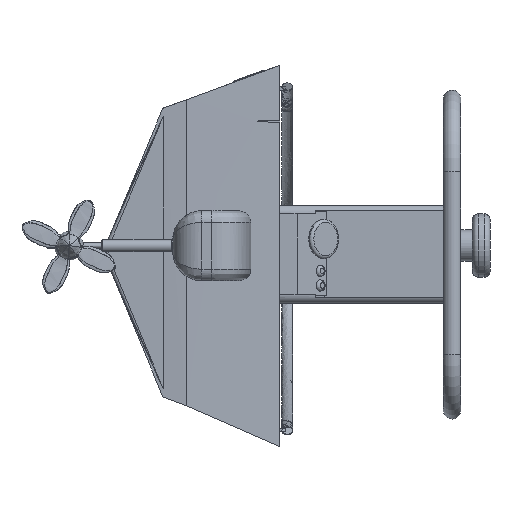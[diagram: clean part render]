
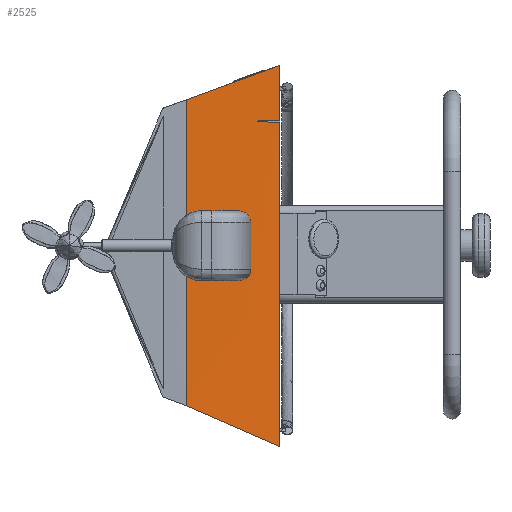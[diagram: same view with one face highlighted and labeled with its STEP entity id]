
A CAD part, left-side view. The second image highlights one B-rep face of the part: STEP entity #2525.
In plain terms, the highlighted free-form (B-spline) face has degree [3, 3] with [4, 4] control points.
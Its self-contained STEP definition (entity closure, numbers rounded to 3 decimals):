
#213 = VERTEX_POINT('',#214);
#214 = CARTESIAN_POINT('',(-113.42,3.84,21.266
    ));
#230 = EDGE_CURVE('',#231,#213,#233,.T.);
#231 = VERTEX_POINT('',#232);
#232 = CARTESIAN_POINT('',(-109.458,0.,21.121));
#233 = B_SPLINE_CURVE_WITH_KNOTS('',3,(#234,#235,#236,#237),
  .UNSPECIFIED.,.F.,.F.,(4,4),(0.,0.552),
  .PIECEWISE_BEZIER_KNOTS.);
#234 = CARTESIAN_POINT('',(-109.458,0.,21.121));
#235 = CARTESIAN_POINT('',(-110.778,1.28,21.17
    ));
#236 = CARTESIAN_POINT('',(-112.099,2.56,
    21.218));
#237 = CARTESIAN_POINT('',(-113.42,3.84,
    21.266));
#259 = VERTEX_POINT('',#260);
#260 = CARTESIAN_POINT('',(-109.457,0.,21.4));
#266 = EDGE_CURVE('',#267,#259,#269,.T.);
#267 = VERTEX_POINT('',#268);
#268 = CARTESIAN_POINT('',(-113.069,3.5,21.4));
#269 = B_SPLINE_CURVE_WITH_KNOTS('',3,(#270,#271,#272,#273),
  .UNSPECIFIED.,.F.,.F.,(4,4),(0.144,0.647),
  .PIECEWISE_BEZIER_KNOTS.);
#270 = CARTESIAN_POINT('',(-113.069,3.5,21.4));
#271 = CARTESIAN_POINT('',(-111.865,2.333,
    21.4));
#272 = CARTESIAN_POINT('',(-110.661,1.167,21.4)
  );
#273 = CARTESIAN_POINT('',(-109.457,0.,21.4));
#289 = EDGE_CURVE('',#267,#213,#290,.T.);
#290 = B_SPLINE_CURVE_WITH_KNOTS('',3,(#291,#292,#293,#294,#295,#296,
    #297,#298),.UNSPECIFIED.,.F.,.F.,(4,2,2,4),(-0.269,
    -0.256,-0.226,-0.217),.UNSPECIFIED.);
#291 = CARTESIAN_POINT('',(-113.069,3.5,21.4));
#292 = CARTESIAN_POINT('',(-113.1,3.53,21.4)
  );
#293 = CARTESIAN_POINT('',(-113.13,3.56,
    21.397));
#294 = CARTESIAN_POINT('',(-113.229,3.656,
    21.38));
#295 = CARTESIAN_POINT('',(-113.298,3.722,
    21.353));
#296 = CARTESIAN_POINT('',(-113.381,3.802,
    21.299));
#297 = CARTESIAN_POINT('',(-113.401,3.821,21.283)
  );
#298 = CARTESIAN_POINT('',(-113.42,3.84,21.266
    ));
#2525 = ADVANCED_FACE('',(#2526),#2585,.T.);
#2526 = FACE_BOUND('',#2527,.T.);
#2527 = EDGE_LOOP('',(#2528,#2541,#2550,#2559,#2566,#2567,#2568,#2569,
    #2578));
#2528 = ORIENTED_EDGE('',*,*,#2529,.T.);
#2529 = EDGE_CURVE('',#2530,#2532,#2534,.T.);
#2530 = VERTEX_POINT('',#2531);
#2531 = CARTESIAN_POINT('',(-125.257,15.303,
    25.254));
#2532 = VERTEX_POINT('',#2533);
#2533 = CARTESIAN_POINT('',(-125.967,15.992,
    25.018));
#2534 = B_SPLINE_CURVE_WITH_KNOTS('',3,(#2535,#2536,#2537,#2538,#2539,
    #2540),.UNSPECIFIED.,.F.,.F.,(4,2,4),(-0.102,
    -0.051,0.),.UNSPECIFIED.);
#2535 = CARTESIAN_POINT('',(-125.257,15.303,
    25.254));
#2536 = CARTESIAN_POINT('',(-125.376,15.418,
    25.214));
#2537 = CARTESIAN_POINT('',(-125.494,15.534,
    25.175));
#2538 = CARTESIAN_POINT('',(-125.731,15.763,
    25.096));
#2539 = CARTESIAN_POINT('',(-125.849,15.877,
    25.057));
#2540 = CARTESIAN_POINT('',(-125.967,15.992,
    25.018));
#2541 = ORIENTED_EDGE('',*,*,#2542,.T.);
#2542 = EDGE_CURVE('',#2532,#2543,#2545,.T.);
#2543 = VERTEX_POINT('',#2544);
#2544 = CARTESIAN_POINT('',(-125.864,15.998,-27.4
    ));
#2545 = B_SPLINE_CURVE_WITH_KNOTS('',3,(#2546,#2547,#2548,#2549),
  .UNSPECIFIED.,.F.,.F.,(4,4),(-5.925,-0.683),
  .PIECEWISE_BEZIER_KNOTS.);
#2546 = CARTESIAN_POINT('',(-125.967,15.992,
    25.018));
#2547 = CARTESIAN_POINT('',(-125.933,15.994,
    7.545));
#2548 = CARTESIAN_POINT('',(-125.898,15.996,
    -9.928));
#2549 = CARTESIAN_POINT('',(-125.864,15.998,
    -27.4));
#2550 = ORIENTED_EDGE('',*,*,#2551,.T.);
#2551 = EDGE_CURVE('',#2543,#2552,#2554,.T.);
#2552 = VERTEX_POINT('',#2553);
#2553 = CARTESIAN_POINT('',(-109.618,0.,-34.379));
#2554 = B_SPLINE_CURVE_WITH_KNOTS('',3,(#2555,#2556,#2557,#2558),
  .UNSPECIFIED.,.F.,.F.,(4,4),(-2.386,0.),
  .PIECEWISE_BEZIER_KNOTS.);
#2555 = CARTESIAN_POINT('',(-125.864,15.998,-27.4
    ));
#2556 = CARTESIAN_POINT('',(-120.367,10.596,
    -29.435));
#2557 = CARTESIAN_POINT('',(-114.955,5.268,
    -31.73));
#2558 = CARTESIAN_POINT('',(-109.618,0.,
    -34.379));
#2559 = ORIENTED_EDGE('',*,*,#2560,.T.);
#2560 = EDGE_CURVE('',#2552,#231,#2561,.T.);
#2561 = B_SPLINE_CURVE_WITH_KNOTS('',3,(#2562,#2563,#2564,#2565),
  .UNSPECIFIED.,.F.,.F.,(4,4),(-0.01,5.54),
  .PIECEWISE_BEZIER_KNOTS.);
#2562 = CARTESIAN_POINT('',(-109.618,0.,-34.379));
#2563 = CARTESIAN_POINT('',(-109.564,0.,-15.879));
#2564 = CARTESIAN_POINT('',(-109.511,0.,2.621));
#2565 = CARTESIAN_POINT('',(-109.458,0.,21.121));
#2566 = ORIENTED_EDGE('',*,*,#230,.T.);
#2567 = ORIENTED_EDGE('',*,*,#289,.F.);
#2568 = ORIENTED_EDGE('',*,*,#266,.T.);
#2569 = ORIENTED_EDGE('',*,*,#2570,.T.);
#2570 = EDGE_CURVE('',#259,#2571,#2573,.T.);
#2571 = VERTEX_POINT('',#2572);
#2572 = CARTESIAN_POINT('',(-109.43,0.,30.877));
#2573 = B_SPLINE_CURVE_WITH_KNOTS('',3,(#2574,#2575,#2576,#2577),
  .UNSPECIFIED.,.F.,.F.,(4,4),(5.568,6.515),
  .PIECEWISE_BEZIER_KNOTS.);
#2574 = CARTESIAN_POINT('',(-109.457,0.,21.4));
#2575 = CARTESIAN_POINT('',(-109.448,0.,24.559));
#2576 = CARTESIAN_POINT('',(-109.439,0.,27.718));
#2577 = CARTESIAN_POINT('',(-109.43,0.,30.877));
#2578 = ORIENTED_EDGE('',*,*,#2579,.T.);
#2579 = EDGE_CURVE('',#2571,#2530,#2580,.T.);
#2580 = B_SPLINE_CURVE_WITH_KNOTS('',3,(#2581,#2582,#2583,#2584),
  .UNSPECIFIED.,.F.,.F.,(4,4),(-2.237,0.),
  .PIECEWISE_BEZIER_KNOTS.);
#2581 = CARTESIAN_POINT('',(-109.43,0.,
    30.877));
#2582 = CARTESIAN_POINT('',(-114.724,5.111,
    29.07));
#2583 = CARTESIAN_POINT('',(-120.054,10.264,
    27.024));
#2584 = CARTESIAN_POINT('',(-125.257,15.303,
    25.254));
#2585 = B_SPLINE_SURFACE_WITH_KNOTS('',3,3,(
    (#2586,#2587,#2588,#2589)
    ,(#2590,#2591,#2592,#2593)
    ,(#2594,#2595,#2596,#2597)
    ,(#2598,#2599,#2600,#2601
    )),.UNSPECIFIED.,.F.,.F.,.F.,(4,4),(4,4),(0.,1.),(-0.01
    ,6.515),.PIECEWISE_BEZIER_KNOTS.);
#2586 = CARTESIAN_POINT('',(-125.85,15.998,
    -34.332));
#2587 = CARTESIAN_POINT('',(-125.893,15.997,
    -12.58));
#2588 = CARTESIAN_POINT('',(-125.936,15.994,9.172
    ));
#2589 = CARTESIAN_POINT('',(-125.979,15.991,
    30.924));
#2590 = CARTESIAN_POINT('',(-120.439,10.666,
    -34.348));
#2591 = CARTESIAN_POINT('',(-120.447,10.665,
    -12.596));
#2592 = CARTESIAN_POINT('',(-120.455,10.663,9.156
    ));
#2593 = CARTESIAN_POINT('',(-120.462,10.66,
    30.908));
#2594 = CARTESIAN_POINT('',(-115.028,5.333,
    -34.363));
#2595 = CARTESIAN_POINT('',(-115.001,5.332,
    -12.611));
#2596 = CARTESIAN_POINT('',(-114.973,5.331,9.141)
  );
#2597 = CARTESIAN_POINT('',(-114.946,5.33,30.893
    ));
#2598 = CARTESIAN_POINT('',(-109.618,0.,-34.379));
#2599 = CARTESIAN_POINT('',(-109.555,0.,-12.627));
#2600 = CARTESIAN_POINT('',(-109.492,0.,9.125));
#2601 = CARTESIAN_POINT('',(-109.43,0.,30.877));
